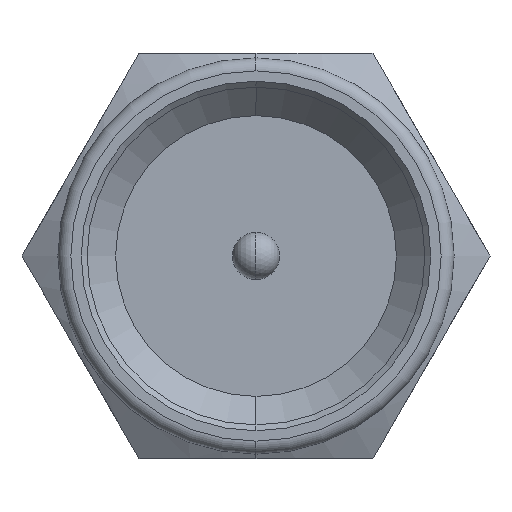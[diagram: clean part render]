
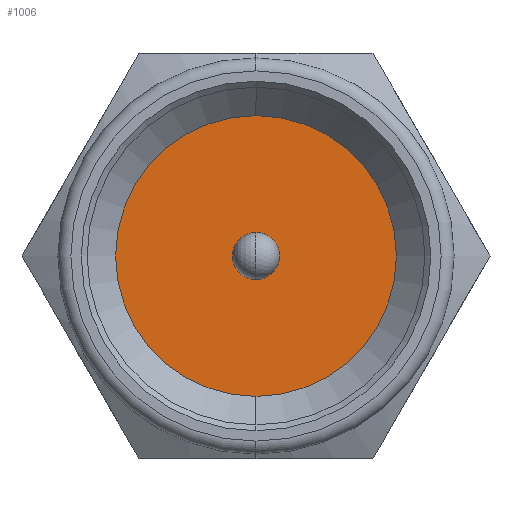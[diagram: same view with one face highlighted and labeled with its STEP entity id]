
A CAD part, left-side view. The second image highlights one B-rep face of the part: STEP entity #1006.
In plain terms, the highlighted planar face has unit normal (-1, 0, 0).
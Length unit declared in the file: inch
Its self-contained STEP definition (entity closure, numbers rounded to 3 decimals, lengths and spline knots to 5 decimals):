
#29 = VERTEX_POINT ( 'NONE', #521 ) ;
#38 = EDGE_CURVE ( 'NONE', #29, #199, #237, .T. ) ;
#112 = CARTESIAN_POINT ( 'NONE',  ( -0.004, 0., 0. ) ) ;
#181 = EDGE_LOOP ( 'NONE', ( #1350, #1044 ) ) ;
#199 = VERTEX_POINT ( 'NONE', #1031 ) ;
#210 = CARTESIAN_POINT ( 'NONE',  ( -0.004, 0.0181, 0. ) ) ;
#237 = CIRCLE ( 'NONE', #587, 0.10805 ) ;
#268 = VERTEX_POINT ( 'NONE', #210 ) ;
#275 = DIRECTION ( 'NONE',  ( 1., 0., 0. ) ) ;
#289 = AXIS2_PLACEMENT_3D ( 'NONE', #379, #1208, #501 ) ;
#353 = DIRECTION ( 'NONE',  ( 1., 0., 0. ) ) ;
#379 = CARTESIAN_POINT ( 'NONE',  ( -0.004, 0., 0. ) ) ;
#405 = DIRECTION ( 'NONE',  ( 1., 0., 0. ) ) ;
#476 = EDGE_CURVE ( 'NONE', #199, #29, #1165, .T. ) ;
#501 = DIRECTION ( 'NONE',  ( 0., 1., 0. ) ) ;
#517 = DIRECTION ( 'NONE',  ( 0., 1., 0. ) ) ;
#521 = CARTESIAN_POINT ( 'NONE',  ( -0.004, 0., -0.10805 ) ) ;
#551 = AXIS2_PLACEMENT_3D ( 'NONE', #1117, #405, #1234 ) ;
#569 = ORIENTED_EDGE ( 'NONE', *, *, #38, .T. ) ;
#587 = AXIS2_PLACEMENT_3D ( 'NONE', #632, #1220, #517 ) ;
#627 = EDGE_CURVE ( 'NONE', #268, #803, #840, .T. ) ;
#632 = CARTESIAN_POINT ( 'NONE',  ( -0.004, 0., 0. ) ) ;
#688 = AXIS2_PLACEMENT_3D ( 'NONE', #989, #275, #1106 ) ;
#784 = CARTESIAN_POINT ( 'NONE',  ( -0.004, -0.0181, 0. ) ) ;
#803 = VERTEX_POINT ( 'NONE', #784 ) ;
#816 = CIRCLE ( 'NONE', #551, 0.0181 ) ;
#823 = PLANE ( 'NONE',  #1538 ) ;
#840 = CIRCLE ( 'NONE', #688, 0.0181 ) ;
#989 = CARTESIAN_POINT ( 'NONE',  ( -0.004, 0., 0. ) ) ;
#1006 = ADVANCED_FACE ( 'NONE', ( #1300, #1076 ), #823, .F. ) ;
#1031 = CARTESIAN_POINT ( 'NONE',  ( -0.004, 0., 0.10805 ) ) ;
#1044 = ORIENTED_EDGE ( 'NONE', *, *, #627, .T. ) ;
#1076 = FACE_BOUND ( 'NONE', #181, .T. ) ;
#1106 = DIRECTION ( 'NONE',  ( 0., 1., 0. ) ) ;
#1117 = CARTESIAN_POINT ( 'NONE',  ( -0.004, 0., 0. ) ) ;
#1165 = CIRCLE ( 'NONE', #289, 0.10805 ) ;
#1185 = DIRECTION ( 'NONE',  ( 0., 1., 0. ) ) ;
#1208 = DIRECTION ( 'NONE',  ( -1., 0., 0. ) ) ;
#1220 = DIRECTION ( 'NONE',  ( -1., 0., 0. ) ) ;
#1234 = DIRECTION ( 'NONE',  ( 0., 1., 0. ) ) ;
#1238 = EDGE_CURVE ( 'NONE', #803, #268, #816, .T. ) ;
#1300 = FACE_OUTER_BOUND ( 'NONE', #1480, .T. ) ;
#1350 = ORIENTED_EDGE ( 'NONE', *, *, #1238, .T. ) ;
#1480 = EDGE_LOOP ( 'NONE', ( #569, #1541 ) ) ;
#1538 = AXIS2_PLACEMENT_3D ( 'NONE', #112, #353, #1185 ) ;
#1541 = ORIENTED_EDGE ( 'NONE', *, *, #476, .T. ) ;
